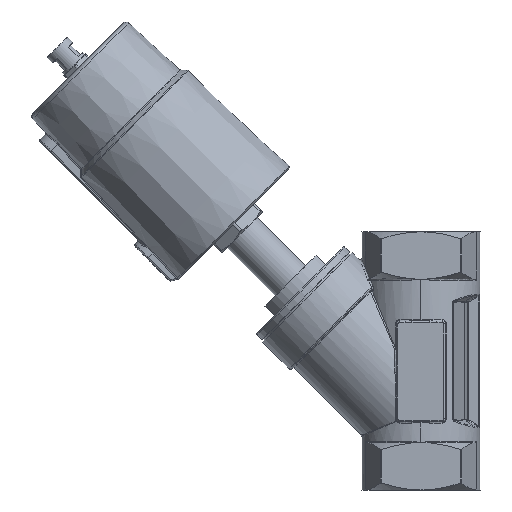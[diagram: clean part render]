
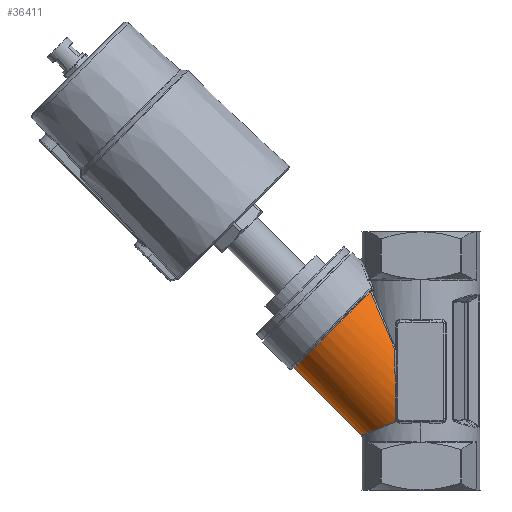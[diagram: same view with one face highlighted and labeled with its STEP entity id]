
A CAD part, left-side view. The second image highlights one B-rep face of the part: STEP entity #36411.
In plain terms, the highlighted cylindrical face has radius 42.5 mm (diameter 85 mm), a partial arc.
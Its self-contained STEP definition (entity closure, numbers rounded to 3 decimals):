
#323 = EDGE_CURVE ( 'NONE', #15040, #4724, #26582, .T. ) ;
#589 = DIRECTION ( 'NONE',  ( 0., 0.707, -0.707 ) ) ;
#1049 = CARTESIAN_POINT ( 'NONE',  ( 0., 42.793, -53.211 ) ) ;
#1909 = CARTESIAN_POINT ( 'NONE',  ( -41.473, 18.335, -31.632 ) ) ;
#1972 = CARTESIAN_POINT ( 'NONE',  ( -42.3, 18.389, -23.536 ) ) ;
#2121 = CARTESIAN_POINT ( 'NONE',  ( -42.011, 18.607, -8.206 ) ) ;
#2357 = CARTESIAN_POINT ( 'NONE',  ( -38.801, 17.954, -42.47 ) ) ;
#3533 = EDGE_LOOP ( 'NONE', ( #13685, #7497, #31127, #45193, #30585, #35102, #28918, #42987 ) ) ;
#3833 =( BOUNDED_CURVE ( )  B_SPLINE_CURVE ( 3, ( #1049, #22553, #4654, #29805 ),
 .UNSPECIFIED., .F., .F. ) 
 B_SPLINE_CURVE_WITH_KNOTS ( ( 4, 4 ),
 ( 3.142, 4.289 ),
 .UNSPECIFIED. ) 
 CURVE ( )  GEOMETRIC_REPRESENTATION_ITEM ( )  RATIONAL_B_SPLINE_CURVE ( ( 1., 0.893, 0.893, 1. ) ) 
 REPRESENTATION_ITEM ( '' )  );
#4647 = CYLINDRICAL_SURFACE ( 'NONE', #21288, 42.5 ) ;
#4654 = CARTESIAN_POINT ( 'NONE',  ( -31.661, 33.393, -49.409 ) ) ;
#4724 = VERTEX_POINT ( 'NONE', #32256 ) ;
#5518 = CARTESIAN_POINT ( 'NONE',  ( -42.011, 18.607, -8.206 ) ) ;
#5580 = AXIS2_PLACEMENT_3D ( 'NONE', #36631, #15100, #40227 ) ;
#5973 = CARTESIAN_POINT ( 'NONE',  ( -39.008, 18.219, -41.541 ) ) ;
#6536 = CARTESIAN_POINT ( 'NONE',  ( -41.394, 18.674, -2.425 ) ) ;
#7497 = ORIENTED_EDGE ( 'NONE', *, *, #323, .T. ) ;
#9149 = FACE_OUTER_BOUND ( 'NONE', #3533, .T. ) ;
#9274 = CARTESIAN_POINT ( 'NONE',  ( -30.496, 31.751, 39.021 ) ) ;
#10161 = CARTESIAN_POINT ( 'NONE',  ( -40.203, 18.739, 3.169 ) ) ;
#12094 = EDGE_CURVE ( 'NONE', #4724, #46568, #3833, .T. ) ;
#12823 = CARTESIAN_POINT ( 'NONE',  ( -42.011, 18.393, -26.594 ) ) ;
#13506 = B_SPLINE_CURVE_WITH_KNOTS ( 'NONE', 3,
 ( #20275, #41814, #2357, #27509, #5973, #31137 ),
 .UNSPECIFIED., .F., .F.,
 ( 4, 2, 4 ),
 ( 0., 0.001, 0.002 ),
 .UNSPECIFIED. ) ;
#13685 = ORIENTED_EDGE ( 'NONE', *, *, #35236, .T. ) ;
#14206 = EDGE_CURVE ( 'NONE', #34408, #25079, #18781, .T. ) ;
#15040 = VERTEX_POINT ( 'NONE', #44531 ) ;
#15100 = DIRECTION ( 'NONE',  ( 0., -0.707, -0.707 ) ) ;
#15383 = CARTESIAN_POINT ( 'NONE',  ( -42.011, 18.393, -26.594 ) ) ;
#16354 = CARTESIAN_POINT ( 'NONE',  ( -35.295, 25.818, 25.021 ) ) ;
#16437 = CARTESIAN_POINT ( 'NONE',  ( -42.502, 18.348, -18.936 ) ) ;
#17014 = VECTOR ( 'NONE', #20850, 1000. ) ;
#17250 = CARTESIAN_POINT ( 'NONE',  ( 0., 91.57, -4.434 ) ) ;
#18781 = B_SPLINE_CURVE_WITH_KNOTS ( 'NONE', 3,
 ( #12823, #27124, #1972, #37988, #16437, #41586, #20044, #45206, #23652, #2121 ),
 .UNSPECIFIED., .F., .F.,
 ( 4, 2, 2, 2, 4 ),
 ( 0., 0.005, 0.009, 0.014, 0.018 ),
 .UNSPECIFIED. ) ;
#19832 = CARTESIAN_POINT ( 'NONE',  ( -39.103, 18.223, -41.223 ) ) ;
#20044 = CARTESIAN_POINT ( 'NONE',  ( -42.455, 18.432, -14.329 ) ) ;
#20271 = CARTESIAN_POINT ( 'NONE',  ( -38.465, 18.801, 8.462 ) ) ;
#20275 = CARTESIAN_POINT ( 'NONE',  ( -38.739, 17.601, -43.02 ) ) ;
#20850 = DIRECTION ( 'NONE',  ( 0., -0.707, -0.707 ) ) ;
#21288 = AXIS2_PLACEMENT_3D ( 'NONE', #44246, #22110, #589 ) ;
#22110 = DIRECTION ( 'NONE',  ( 0., -0.707, -0.707 ) ) ;
#22553 = CARTESIAN_POINT ( 'NONE',  ( -17.207, 42.793, -53.211 ) ) ;
#23569 = CARTESIAN_POINT ( 'NONE',  ( -38.465, 18.801, 8.462 ) ) ;
#23652 = CARTESIAN_POINT ( 'NONE',  ( -42.175, 18.589, -9.734 ) ) ;
#25079 = VERTEX_POINT ( 'NONE', #5518 ) ;
#25563 = CIRCLE ( 'NONE', #5580, 42.5 ) ;
#26582 = LINE ( 'NONE', #17250, #17014 ) ;
#27065 = CARTESIAN_POINT ( 'NONE',  ( -42.011, 18.393, -26.594 ) ) ;
#27124 = CARTESIAN_POINT ( 'NONE',  ( -42.175, 18.411, -25.066 ) ) ;
#27509 = CARTESIAN_POINT ( 'NONE',  ( -38.928, 18.166, -41.854 ) ) ;
#27885 =( BOUNDED_CURVE ( )  B_SPLINE_CURVE ( 3, ( #23569, #16354, #9274, #34428 ),
 .UNSPECIFIED., .F., .F. ) 
 B_SPLINE_CURVE_WITH_KNOTS ( ( 4, 4 ),
 ( 5.152, 5.672 ),
 .UNSPECIFIED. ) 
 CURVE ( )  GEOMETRIC_REPRESENTATION_ITEM ( )  RATIONAL_B_SPLINE_CURVE ( ( 1., 0.978, 0.978, 1. ) ) 
 REPRESENTATION_ITEM ( '' )  );
#28918 = ORIENTED_EDGE ( 'NONE', *, *, #33205, .T. ) ;
#29805 = CARTESIAN_POINT ( 'NONE',  ( -38.739, 17.601, -43.02 ) ) ;
#30585 = ORIENTED_EDGE ( 'NONE', *, *, #44305, .T. ) ;
#31091 = EDGE_CURVE ( 'NONE', #46568, #46522, #13506, .T. ) ;
#31127 = ORIENTED_EDGE ( 'NONE', *, *, #12094, .T. ) ;
#31137 = CARTESIAN_POINT ( 'NONE',  ( -39.103, 18.223, -41.223 ) ) ;
#31140 = CARTESIAN_POINT ( 'NONE',  ( -24.392, 36.201, 49.521 ) ) ;
#31697 = CARTESIAN_POINT ( 'NONE',  ( -42.011, 18.607, -8.206 ) ) ;
#32256 = CARTESIAN_POINT ( 'NONE',  ( 0., 42.793, -53.211 ) ) ;
#32475 = VERTEX_POINT ( 'NONE', #20271 ) ;
#33205 = EDGE_CURVE ( 'NONE', #25079, #32475, #38534, .T. ) ;
#34408 = VERTEX_POINT ( 'NONE', #15383 ) ;
#34428 = CARTESIAN_POINT ( 'NONE',  ( -24.392, 36.201, 49.521 ) ) ;
#35102 = ORIENTED_EDGE ( 'NONE', *, *, #14206, .T. ) ;
#35236 = EDGE_CURVE ( 'NONE', #46047, #15040, #25563, .T. ) ;
#35324 = CARTESIAN_POINT ( 'NONE',  ( -38.465, 18.801, 8.462 ) ) ;
#36411 = ADVANCED_FACE ( 'NONE', ( #9149 ), #4647, .T. ) ;
#36631 = CARTESIAN_POINT ( 'NONE',  ( 0., 60.811, 24.911 ) ) ;
#37988 = CARTESIAN_POINT ( 'NONE',  ( -42.464, 18.357, -20.472 ) ) ;
#38534 =( BOUNDED_CURVE ( )  B_SPLINE_CURVE ( 3, ( #31697, #6536, #10161, #35324 ),
 .UNSPECIFIED., .F., .F. ) 
 B_SPLINE_CURVE_WITH_KNOTS ( ( 4, 4 ),
 ( 1.723, 2.01 ),
 .UNSPECIFIED. ) 
 CURVE ( )  GEOMETRIC_REPRESENTATION_ITEM ( )  RATIONAL_B_SPLINE_CURVE ( ( 1., 0.993, 0.993, 1. ) ) 
 REPRESENTATION_ITEM ( '' )  );
#38888 = CARTESIAN_POINT ( 'NONE',  ( -39.103, 18.223, -41.223 ) ) ;
#40227 = DIRECTION ( 'NONE',  ( 0., 0.707, -0.707 ) ) ;
#41379 = CARTESIAN_POINT ( 'NONE',  ( -40.498, 18.278, -36.534 ) ) ;
#41586 = CARTESIAN_POINT ( 'NONE',  ( -42.498, 18.387, -15.865 ) ) ;
#41814 = CARTESIAN_POINT ( 'NONE',  ( -38.759, 17.802, -42.757 ) ) ;
#42578 =( BOUNDED_CURVE ( )  B_SPLINE_CURVE ( 3, ( #19832, #41379, #1909, #27065 ),
 .UNSPECIFIED., .F., .F. ) 
 B_SPLINE_CURVE_WITH_KNOTS ( ( 4, 4 ),
 ( 1.168, 1.419 ),
 .UNSPECIFIED. ) 
 CURVE ( )  GEOMETRIC_REPRESENTATION_ITEM ( )  RATIONAL_B_SPLINE_CURVE ( ( 1., 0.995, 0.995, 1. ) ) 
 REPRESENTATION_ITEM ( '' )  );
#42815 = CARTESIAN_POINT ( 'NONE',  ( -38.739, 17.601, -43.02 ) ) ;
#42987 = ORIENTED_EDGE ( 'NONE', *, *, #43193, .T. ) ;
#43193 = EDGE_CURVE ( 'NONE', #32475, #46047, #27885, .T. ) ;
#44246 = CARTESIAN_POINT ( 'NONE',  ( 0., 61.518, 25.618 ) ) ;
#44305 = EDGE_CURVE ( 'NONE', #46522, #34408, #42578, .T. ) ;
#44531 = CARTESIAN_POINT ( 'NONE',  ( 0., 90.863, -5.141 ) ) ;
#45193 = ORIENTED_EDGE ( 'NONE', *, *, #31091, .T. ) ;
#45206 = CARTESIAN_POINT ( 'NONE',  ( -42.293, 18.533, -11.264 ) ) ;
#46047 = VERTEX_POINT ( 'NONE', #31140 ) ;
#46522 = VERTEX_POINT ( 'NONE', #38888 ) ;
#46568 = VERTEX_POINT ( 'NONE', #42815 ) ;
